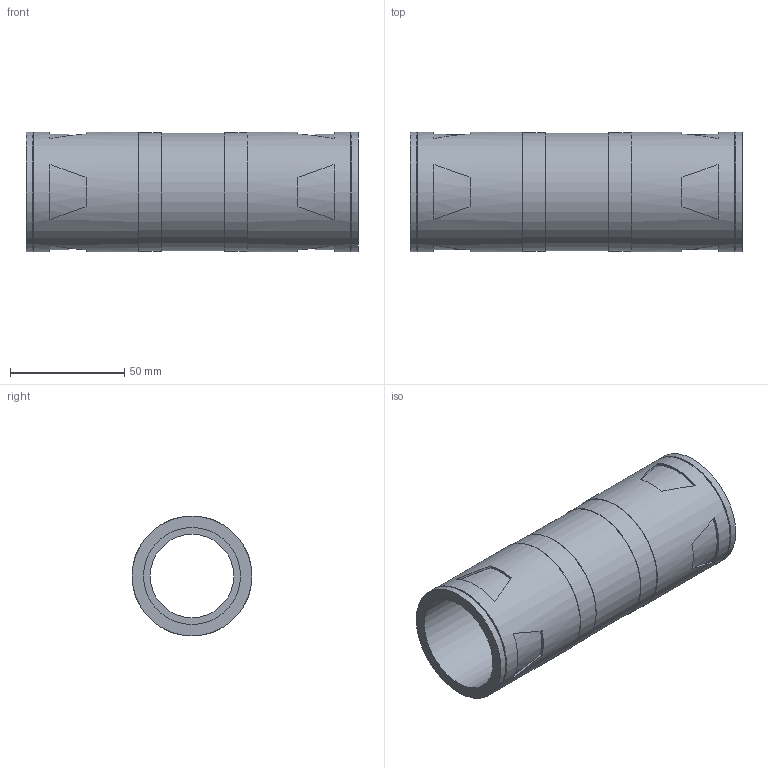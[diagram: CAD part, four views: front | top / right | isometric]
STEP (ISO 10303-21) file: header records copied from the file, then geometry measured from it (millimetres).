
FILE_DESCRIPTION( ( 'STEP AP203' ), '1' );
FILE_NAME( 'FLEXA RQK-PA 5602.042.242.stp', '2020-03-24T09:31:23', ( 'License CC BY-ND 4.0' ), ( 'CADENAS' ), ' ', 'PARTsolutions', ' ' );
FILE_SCHEMA( ( 'CONFIG_CONTROL_DESIGN' ) );
Length unit declared in the file: millimetre
Products named in the file (1): _FLEXA RQK-PA 5602.042.242
Bounding box: 145.5 x 52.5 x 52.5 mm (x, y, z)
Volume: 120082.1 mm3; surface area: 46079.7 mm2
Topology: 1 solids, 1 shells, 64 faces, 140 edges, 94 vertices
Faces by surface type: plane 44, cylinder 20
Full cylindrical faces by diameter (mm): 36.5 x1, 42.5 x2, 50.5 x2, 51.6 x1, 52 x2, 52.5 x4
Entity records: 1732 total; most frequent: DIRECTION 338, CARTESIAN_POINT 273, ORIENTED_EDGE 240, AXIS2_PLACEMENT_3D 153, EDGE_CURVE 120, EDGE_LOOP 96, VERTEX_POINT 88, FACE_OUTER_BOUND 76
